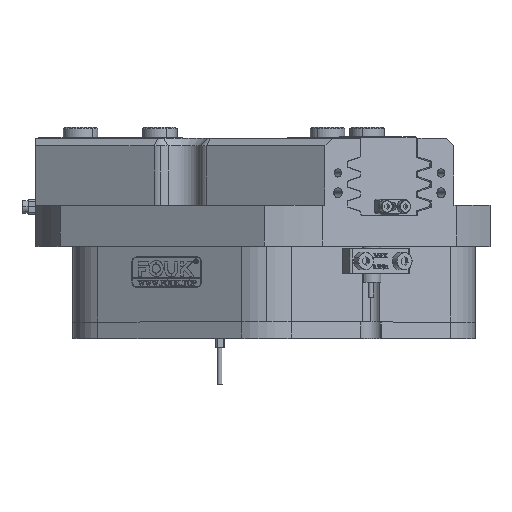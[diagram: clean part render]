
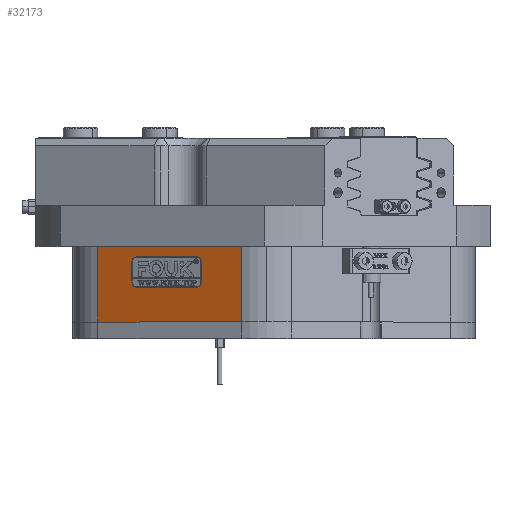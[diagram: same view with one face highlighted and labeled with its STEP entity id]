
A CAD part, top view. The second image highlights one B-rep face of the part: STEP entity #32173.
In plain terms, the highlighted planar face has unit normal (-0.5, 0, 0.866).
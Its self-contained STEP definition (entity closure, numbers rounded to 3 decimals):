
#2481 = CARTESIAN_POINT ( 'NONE',  ( -70., 74., 54.271 ) ) ;
#2502 = AXIS2_PLACEMENT_3D ( 'NONE', #7490, #16173, #24717 ) ;
#2640 = CARTESIAN_POINT ( 'NONE',  ( 82., 74., 142.028 ) ) ;
#3017 = EDGE_CURVE ( 'NONE', #15544, #6746, #9052, .T. ) ;
#3195 = DIRECTION ( 'NONE',  ( -0.5, 0., 0.866 ) ) ;
#3413 = ORIENTED_EDGE ( 'NONE', *, *, #37158, .T. ) ;
#3560 = CARTESIAN_POINT ( 'NONE',  ( -30.175, 14., 77.264 ) ) ;
#4787 = EDGE_CURVE ( 'NONE', #52835, #29180, #33976, .T. ) ;
#6400 = ORIENTED_EDGE ( 'NONE', *, *, #46532, .T. ) ;
#6746 = VERTEX_POINT ( 'NONE', #13512 ) ;
#7168 = VECTOR ( 'NONE', #24631, 1000. ) ;
#7490 = CARTESIAN_POINT ( 'NONE',  ( -30.175, 24.1, 77.264 ) ) ;
#7522 = VERTEX_POINT ( 'NONE', #52295 ) ;
#7916 = DIRECTION ( 'NONE',  ( 0.5, 0., -0.866 ) ) ;
#7922 = ORIENTED_EDGE ( 'NONE', *, *, #3017, .T. ) ;
#7950 = ORIENTED_EDGE ( 'NONE', *, *, #4787, .T. ) ;
#8372 = DIRECTION ( 'NONE',  ( -0.866, 0., -0.5 ) ) ;
#9052 = LINE ( 'NONE', #34655, #34853 ) ;
#9140 = EDGE_CURVE ( 'NONE', #29180, #53297, #51556, .T. ) ;
#9800 = DIRECTION ( 'NONE',  ( 0.866, 0., 0.5 ) ) ;
#10219 = CARTESIAN_POINT ( 'NONE',  ( -56.242, 16.1, 62.214 ) ) ;
#10800 = ORIENTED_EDGE ( 'NONE', *, *, #20002, .F. ) ;
#11265 = DIRECTION ( 'NONE',  ( 0., 1., 0. ) ) ;
#11845 = VERTEX_POINT ( 'NONE', #43117 ) ;
#12961 = LINE ( 'NONE', #53311, #34098 ) ;
#13092 = ORIENTED_EDGE ( 'NONE', *, *, #50604, .T. ) ;
#13296 = CIRCLE ( 'NONE', #2502, 2.1 ) ;
#13335 = VERTEX_POINT ( 'NONE', #54735 ) ;
#13512 = CARTESIAN_POINT ( 'NONE',  ( -28.356, 16.1, 78.314 ) ) ;
#13573 = LINE ( 'NONE', #21781, #46018 ) ;
#14214 = DIRECTION ( 'NONE',  ( 0.5, 0., -0.866 ) ) ;
#14326 = VERTEX_POINT ( 'NONE', #27841 ) ;
#14750 = CARTESIAN_POINT ( 'NONE',  ( -28.356, 24.1, 78.314 ) ) ;
#15494 = LINE ( 'NONE', #52193, #43962 ) ;
#15544 = VERTEX_POINT ( 'NONE', #14750 ) ;
#15924 = DIRECTION ( 'NONE',  ( 0.866, 0., 0.5 ) ) ;
#16111 = CIRCLE ( 'NONE', #21906, 2.1 ) ;
#16173 = DIRECTION ( 'NONE',  ( 0.5, 0., -0.866 ) ) ;
#16933 = EDGE_CURVE ( 'NONE', #14326, #13335, #18103, .T. ) ;
#17629 = FACE_BOUND ( 'NONE', #35965, .T. ) ;
#18103 = LINE ( 'NONE', #2481, #45264 ) ;
#19401 = AXIS2_PLACEMENT_3D ( 'NONE', #54401, #7916, #49436 ) ;
#20002 = EDGE_CURVE ( 'NONE', #14326, #30940, #35674, .T. ) ;
#21246 = EDGE_LOOP ( 'NONE', ( #10800, #33985, #38610, #41936 ) ) ;
#21781 = CARTESIAN_POINT ( 'NONE',  ( -12., 74., 87.757 ) ) ;
#21852 = CARTESIAN_POINT ( 'NONE',  ( -30.175, 26.2, 77.264 ) ) ;
#21906 = AXIS2_PLACEMENT_3D ( 'NONE', #31618, #14214, #31723 ) ;
#23386 = PLANE ( 'NONE',  #30289 ) ;
#24631 = DIRECTION ( 'NONE',  ( -0.866, 0., -0.5 ) ) ;
#24717 = DIRECTION ( 'NONE',  ( 0.866, 0., 0.5 ) ) ;
#26121 = CARTESIAN_POINT ( 'NONE',  ( -54.423, 14., 63.264 ) ) ;
#27051 = DIRECTION ( 'NONE',  ( 0., -1., 0. ) ) ;
#27245 = CARTESIAN_POINT ( 'NONE',  ( -30.175, 14., 77.264 ) ) ;
#27841 = CARTESIAN_POINT ( 'NONE',  ( -70., 30.5, 54.271 ) ) ;
#28646 = CARTESIAN_POINT ( 'NONE',  ( 82., 0., 142.028 ) ) ;
#28765 = VERTEX_POINT ( 'NONE', #52696 ) ;
#28807 = ORIENTED_EDGE ( 'NONE', *, *, #36632, .T. ) ;
#29040 = DIRECTION ( 'NONE',  ( -0.866, 0., -0.5 ) ) ;
#29180 = VERTEX_POINT ( 'NONE', #26121 ) ;
#29833 = CIRCLE ( 'NONE', #53887, 2.1 ) ;
#30289 = AXIS2_PLACEMENT_3D ( 'NONE', #2640, #3195, #15924 ) ;
#30940 = VERTEX_POINT ( 'NONE', #54426 ) ;
#31618 = CARTESIAN_POINT ( 'NONE',  ( -54.423, 24.1, 63.264 ) ) ;
#31723 = DIRECTION ( 'NONE',  ( -0.866, 0., -0.5 ) ) ;
#32173 = ADVANCED_FACE ( 'NONE', ( #48790, #17629 ), #23386, .T. ) ;
#32928 = DIRECTION ( 'NONE',  ( 0.866, 0., 0.5 ) ) ;
#33367 = EDGE_CURVE ( 'NONE', #7522, #13335, #37617, .T. ) ;
#33976 = LINE ( 'NONE', #3560, #53326 ) ;
#33985 = ORIENTED_EDGE ( 'NONE', *, *, #16933, .T. ) ;
#34098 = VECTOR ( 'NONE', #11265, 1000. ) ;
#34655 = CARTESIAN_POINT ( 'NONE',  ( -28.356, 24.1, 78.314 ) ) ;
#34853 = VECTOR ( 'NONE', #48411, 1000. ) ;
#35674 = LINE ( 'NONE', #45579, #44328 ) ;
#35965 = EDGE_LOOP ( 'NONE', ( #7922, #37552, #7950, #41830, #6400, #3413, #28807, #13092 ) ) ;
#36632 = EDGE_CURVE ( 'NONE', #11845, #40648, #15494, .T. ) ;
#37158 = EDGE_CURVE ( 'NONE', #28765, #11845, #16111, .T. ) ;
#37552 = ORIENTED_EDGE ( 'NONE', *, *, #38380, .T. ) ;
#37599 = CARTESIAN_POINT ( 'NONE',  ( -30.175, 16.1, 77.264 ) ) ;
#37617 = LINE ( 'NONE', #28646, #7168 ) ;
#38380 = EDGE_CURVE ( 'NONE', #6746, #52835, #29833, .T. ) ;
#38610 = ORIENTED_EDGE ( 'NONE', *, *, #33367, .F. ) ;
#40648 = VERTEX_POINT ( 'NONE', #21852 ) ;
#41830 = ORIENTED_EDGE ( 'NONE', *, *, #9140, .T. ) ;
#41936 = ORIENTED_EDGE ( 'NONE', *, *, #44561, .T. ) ;
#43117 = CARTESIAN_POINT ( 'NONE',  ( -54.423, 26.2, 63.264 ) ) ;
#43962 = VECTOR ( 'NONE', #9800, 1000. ) ;
#44328 = VECTOR ( 'NONE', #32928, 1000. ) ;
#44561 = EDGE_CURVE ( 'NONE', #7522, #30940, #13573, .T. ) ;
#45264 = VECTOR ( 'NONE', #27051, 1000. ) ;
#45579 = CARTESIAN_POINT ( 'NONE',  ( -41., 30.5, 71.014 ) ) ;
#46018 = VECTOR ( 'NONE', #51237, 1000. ) ;
#46532 = EDGE_CURVE ( 'NONE', #53297, #28765, #12961, .T. ) ;
#48411 = DIRECTION ( 'NONE',  ( 0., -1., 0. ) ) ;
#48790 = FACE_OUTER_BOUND ( 'NONE', #21246, .T. ) ;
#49436 = DIRECTION ( 'NONE',  ( -0.866, 0., -0.5 ) ) ;
#50400 = DIRECTION ( 'NONE',  ( 0.5, 0., -0.866 ) ) ;
#50604 = EDGE_CURVE ( 'NONE', #40648, #15544, #13296, .T. ) ;
#51237 = DIRECTION ( 'NONE',  ( 0., 1., 0. ) ) ;
#51556 = CIRCLE ( 'NONE', #19401, 2.1 ) ;
#52193 = CARTESIAN_POINT ( 'NONE',  ( -30.175, 26.2, 77.264 ) ) ;
#52295 = CARTESIAN_POINT ( 'NONE',  ( -12., 0., 87.757 ) ) ;
#52696 = CARTESIAN_POINT ( 'NONE',  ( -56.242, 24.1, 62.214 ) ) ;
#52835 = VERTEX_POINT ( 'NONE', #27245 ) ;
#53297 = VERTEX_POINT ( 'NONE', #10219 ) ;
#53311 = CARTESIAN_POINT ( 'NONE',  ( -56.242, 24.1, 62.214 ) ) ;
#53326 = VECTOR ( 'NONE', #29040, 1000. ) ;
#53887 = AXIS2_PLACEMENT_3D ( 'NONE', #37599, #50400, #8372 ) ;
#54401 = CARTESIAN_POINT ( 'NONE',  ( -54.423, 16.1, 63.264 ) ) ;
#54426 = CARTESIAN_POINT ( 'NONE',  ( -12., 30.5, 87.757 ) ) ;
#54735 = CARTESIAN_POINT ( 'NONE',  ( -70., 0., 54.271 ) ) ;
